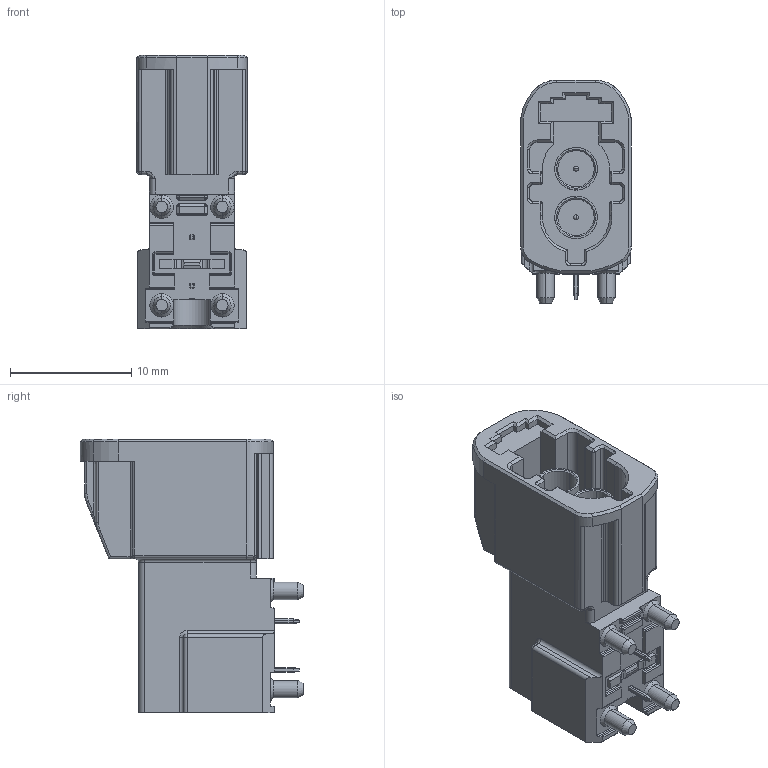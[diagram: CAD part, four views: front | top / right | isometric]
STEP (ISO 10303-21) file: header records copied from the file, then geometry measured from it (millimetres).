
FILE_DESCRIPTION(/* description */ (''),/* implementation_level */ '2;1');
FILE_NAME(/* name */ '35667171-ENV01_01-CODE A.stp',/* time_stamp */ '2023-06-09T17:02:06+08:00',/* author */ (''),/* organization */ (''),/* preprocessor_version */ 'ST-DEVELOPER v16',/* originating_system */ 'SIEMENS PLM Software NX 11.0',/* authorisation */ '');
FILE_SCHEMA (('AUTOMOTIVE_DESIGN { 1 0 10303 214 3 1 1 1 }'));
Length unit declared in the file: millimetre
Products named in the file (1): 35667171-ENV01_01-CODE A
Bounding box: 9.1 x 18.4 x 22.55 mm (x, y, z)
Volume: 1746.7 mm3; surface area: 1905.5 mm2
Topology: 2 solids, 2 shells, 523 faces, 1318 edges, 775 vertices
Faces by surface type: plane 217, cylinder 193, cone 57, torus 28, sphere 20, bspline 8
Full cylindrical faces by diameter (mm): 1.35 x1, 3.5 x2
Entity records: 17786 total; most frequent: CARTESIAN_POINT 3455, DIRECTION 2617, ORIENTED_EDGE 2548, EDGE_CURVE 1274, AXIS2_PLACEMENT_3D 930, VERTEX_POINT 772, LINE 757, VECTOR 757
